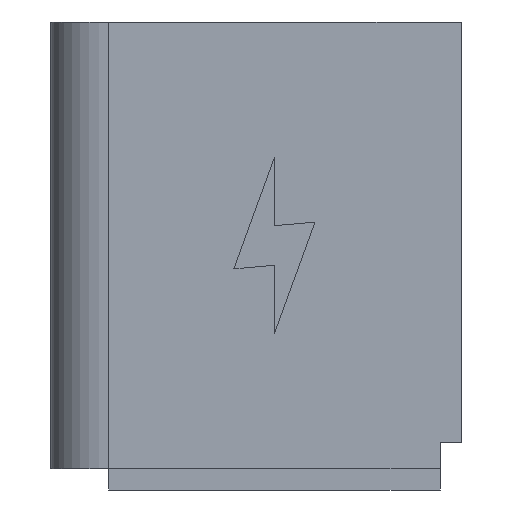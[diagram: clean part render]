
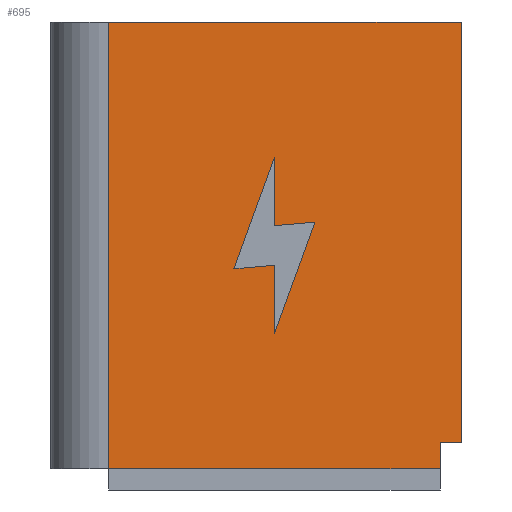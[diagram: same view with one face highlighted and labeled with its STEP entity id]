
A CAD part, left-side view. The second image highlights one B-rep face of the part: STEP entity #695.
In plain terms, the highlighted planar face has unit normal (-1, 0, 0).
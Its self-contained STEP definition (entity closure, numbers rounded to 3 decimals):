
#17=FACE_BOUND('',#98,.T.);
#59=FACE_OUTER_BOUND('',#97,.T.);
#97=EDGE_LOOP('',(#567,#568,#569,#570,#571,#572));
#98=EDGE_LOOP('',(#573,#574,#575,#576,#577,#578));
#115=LINE('',#963,#201);
#118=LINE('',#969,#204);
#121=LINE('',#975,#207);
#124=LINE('',#981,#210);
#127=LINE('',#987,#213);
#130=LINE('',#991,#216);
#139=LINE('',#1021,#225);
#173=LINE('',#1100,#259);
#178=LINE('',#1109,#264);
#179=LINE('',#1111,#265);
#180=LINE('',#1113,#266);
#181=LINE('',#1114,#267);
#201=VECTOR('',#777,10.);
#204=VECTOR('',#782,10.);
#207=VECTOR('',#787,10.);
#210=VECTOR('',#792,10.);
#213=VECTOR('',#797,10.);
#216=VECTOR('',#802,10.);
#225=VECTOR('',#827,10.);
#259=VECTOR('',#895,10.);
#264=VECTOR('',#902,10.);
#265=VECTOR('',#905,10.);
#266=VECTOR('',#906,10.);
#267=VECTOR('',#907,10.);
#287=VERTEX_POINT('',#960);
#288=VERTEX_POINT('',#962);
#290=VERTEX_POINT('',#968);
#292=VERTEX_POINT('',#974);
#294=VERTEX_POINT('',#980);
#296=VERTEX_POINT('',#986);
#308=VERTEX_POINT('',#1018);
#309=VERTEX_POINT('',#1020);
#336=VERTEX_POINT('',#1097);
#337=VERTEX_POINT('',#1099);
#340=VERTEX_POINT('',#1107);
#341=VERTEX_POINT('',#1112);
#351=EDGE_CURVE('',#288,#287,#115,.T.);
#354=EDGE_CURVE('',#290,#288,#118,.T.);
#357=EDGE_CURVE('',#292,#290,#121,.T.);
#360=EDGE_CURVE('',#294,#292,#124,.T.);
#363=EDGE_CURVE('',#296,#294,#127,.T.);
#366=EDGE_CURVE('',#287,#296,#130,.T.);
#380=EDGE_CURVE('',#308,#309,#139,.T.);
#419=EDGE_CURVE('',#337,#336,#173,.T.);
#424=EDGE_CURVE('',#336,#340,#178,.T.);
#425=EDGE_CURVE('',#340,#309,#179,.T.);
#426=EDGE_CURVE('',#341,#308,#180,.T.);
#427=EDGE_CURVE('',#341,#337,#181,.T.);
#567=ORIENTED_EDGE('',*,*,#419,.T.);
#568=ORIENTED_EDGE('',*,*,#424,.T.);
#569=ORIENTED_EDGE('',*,*,#425,.T.);
#570=ORIENTED_EDGE('',*,*,#380,.F.);
#571=ORIENTED_EDGE('',*,*,#426,.F.);
#572=ORIENTED_EDGE('',*,*,#427,.T.);
#573=ORIENTED_EDGE('',*,*,#351,.T.);
#574=ORIENTED_EDGE('',*,*,#366,.T.);
#575=ORIENTED_EDGE('',*,*,#363,.T.);
#576=ORIENTED_EDGE('',*,*,#360,.T.);
#577=ORIENTED_EDGE('',*,*,#357,.T.);
#578=ORIENTED_EDGE('',*,*,#354,.T.);
#661=PLANE('',#755);
#695=ADVANCED_FACE('',(#59,#17),#661,.T.);
#755=AXIS2_PLACEMENT_3D('',#1110,#903,#904);
#777=DIRECTION('',(0.,0.,1.));
#782=DIRECTION('',(0.,0.342,-0.94));
#787=DIRECTION('',(0.,-0.996,0.087));
#792=DIRECTION('',(0.,0.,-1.));
#797=DIRECTION('',(0.,-0.342,0.94));
#802=DIRECTION('',(0.,0.996,-0.087));
#827=DIRECTION('',(0.,-1.,0.));
#895=DIRECTION('',(0.,0.,1.));
#902=DIRECTION('',(0.,-1.,0.));
#903=DIRECTION('center_axis',(-1.,0.,0.));
#904=DIRECTION('ref_axis',(0.,-1.,0.));
#905=DIRECTION('',(0.,0.,1.));
#906=DIRECTION('',(0.,0.,1.));
#907=DIRECTION('',(0.,-1.,0.));
#960=CARTESIAN_POINT('',(-4.4,0.,15.494));
#962=CARTESIAN_POINT('',(-4.4,0.,10.318));
#963=CARTESIAN_POINT('',(-4.4,0.,5.159));
#968=CARTESIAN_POINT('',(-4.4,-3.078,18.775));
#969=CARTESIAN_POINT('',(-4.4,0.856,7.966));
#974=CARTESIAN_POINT('',(-4.4,0.,18.506));
#975=CARTESIAN_POINT('',(-4.4,7.056,17.888));
#980=CARTESIAN_POINT('',(-4.4,0.,23.682));
#981=CARTESIAN_POINT('',(-4.4,0.,11.841));
#986=CARTESIAN_POINT('',(-4.4,3.078,15.225));
#987=CARTESIAN_POINT('',(-4.4,6.082,6.973));
#991=CARTESIAN_POINT('',(-4.4,6.925,14.888));
#1018=CARTESIAN_POINT('',(-4.4,12.6,34.));
#1020=CARTESIAN_POINT('',(-4.4,-14.2,34.));
#1021=CARTESIAN_POINT('',(-4.4,12.6,34.));
#1097=CARTESIAN_POINT('',(-4.4,-12.6,2.));
#1099=CARTESIAN_POINT('',(-4.4,-12.6,0.));
#1100=CARTESIAN_POINT('',(-4.4,-12.6,0.));
#1107=CARTESIAN_POINT('',(-4.4,-14.2,2.));
#1109=CARTESIAN_POINT('',(-4.4,-0.4,2.));
#1110=CARTESIAN_POINT('Origin',(-4.4,12.6,0.));
#1111=CARTESIAN_POINT('',(-4.4,-14.2,0.));
#1112=CARTESIAN_POINT('',(-4.4,12.6,0.));
#1113=CARTESIAN_POINT('',(-4.4,12.6,0.));
#1114=CARTESIAN_POINT('',(-4.4,12.6,0.));
